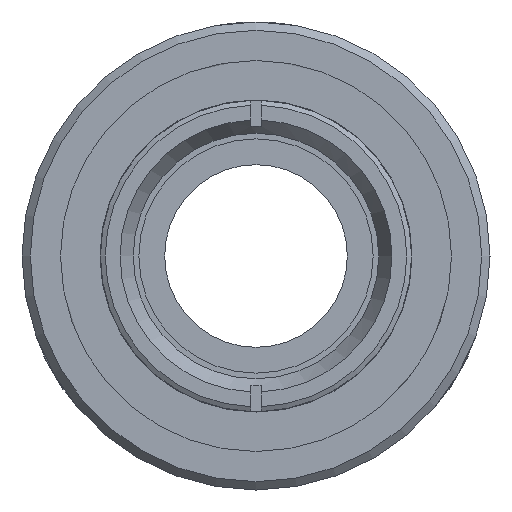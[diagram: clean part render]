
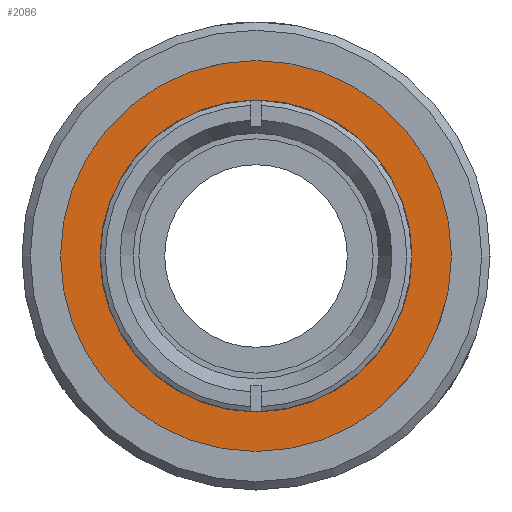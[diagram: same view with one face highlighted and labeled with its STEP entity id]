
A CAD part, left-side view. The second image highlights one B-rep face of the part: STEP entity #2086.
In plain terms, the highlighted planar face has unit normal (-1, 0, 0).
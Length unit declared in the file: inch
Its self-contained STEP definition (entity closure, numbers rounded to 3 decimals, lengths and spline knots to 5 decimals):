
#2052=CARTESIAN_POINT('',(0.318,0.375,0.0));
#2053=VERTEX_POINT('',#2052);
#2054=CARTESIAN_POINT('',(0.318,0.0,0.0));
#2055=DIRECTION('',(1.0,0.0,0.0));
#2056=DIRECTION('',(0.0,1.0,0.0));
#2057=AXIS2_PLACEMENT_3D('',#2054,#2055,#2056);
#2058=CIRCLE('',#2057,0.375);
#2059=EDGE_CURVE('',#2053,#2053,#2058,.T.);
#2067=CARTESIAN_POINT('',(0.318,0.4225,0.0));
#2068=DIRECTION('',(-1.0,0.0,0.0));
#2069=DIRECTION('',(0.0,0.0,1.0));
#2070=AXIS2_PLACEMENT_3D('',#2067,#2068,#2069);
#2071=PLANE('',#2070);
#2072=CARTESIAN_POINT('',(0.318,0.47,0.0));
#2073=VERTEX_POINT('',#2072);
#2074=CARTESIAN_POINT('',(0.318,0.0,0.0));
#2075=DIRECTION('',(1.0,0.0,0.0));
#2076=DIRECTION('',(0.0,1.0,0.0));
#2077=AXIS2_PLACEMENT_3D('',#2074,#2075,#2076);
#2078=CIRCLE('',#2077,0.47);
#2079=EDGE_CURVE('',#2073,#2073,#2078,.T.);
#2080=ORIENTED_EDGE('',*,*,#2079,.F.);
#2081=EDGE_LOOP('',(#2080));
#2082=FACE_OUTER_BOUND('',#2081,.T.);
#2083=ORIENTED_EDGE('',*,*,#2059,.T.);
#2084=EDGE_LOOP('',(#2083));
#2085=FACE_BOUND('',#2084,.T.);
#2086=ADVANCED_FACE('',(#2082,#2085),#2071,.T.);
